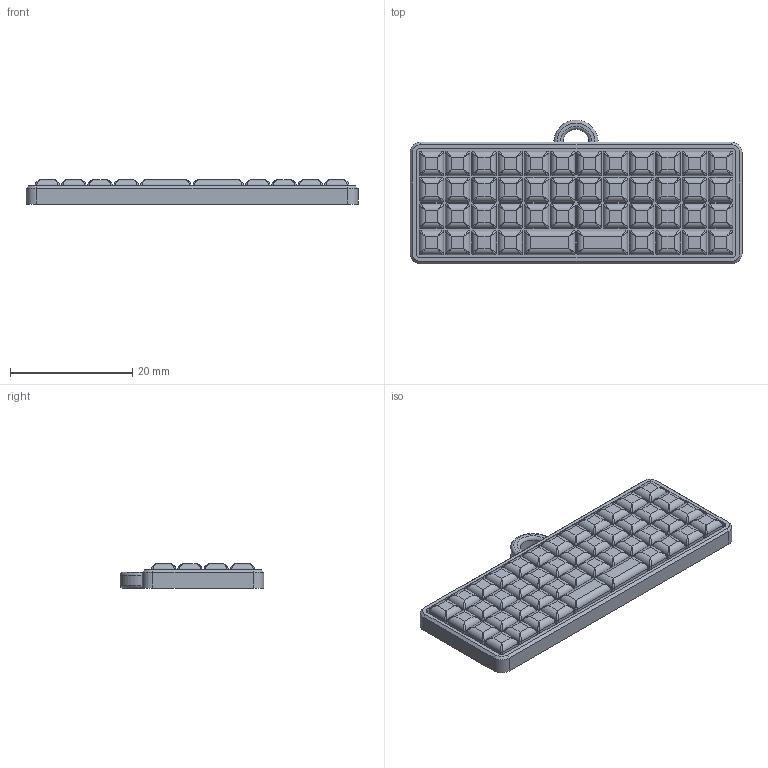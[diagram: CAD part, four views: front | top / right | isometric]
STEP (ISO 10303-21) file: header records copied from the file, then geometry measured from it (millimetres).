
FILE_DESCRIPTION(/* description */ ('STEP AP242','CAx-IF Rec.Pracs.---Representation and Presentation of Product Manufacturing Information (PMI)---4.0---2014-10-13','CAx-IF Rec.Pracs.---3D Tessellated Geometry---0.4---2014-09-14','2;1'),/* implementation_level */ '2;1');
FILE_NAME(/* name */ '68bf2a9f545975da6665e76f',/* time_stamp */ '2025-09-08T19:12:32Z',/* author */ (''),/* organization */ (''),/* preprocessor_version */ 'ST-DEVELOPER v20',/* originating_system */ 'ONSHAPE BY PTC INC, 1.203',/* authorisation */ ' ');
FILE_SCHEMA (('AP242_MANAGED_MODEL_BASED_3D_ENGINEERING_MIM_LF { 1 0 10303 442 1 1 4 }'));
Length unit declared in the file: metre
Products named in the file (56): orthogood; Part 45; Part 29; Part 44; Part 28; Part 43; Part 27; Part 42; Part 26; Part 41; Part 25; Part 40; Part 24; Part 39; Part 23; Part 22; Part 21; Part 31; Part 38; Part 20; Part 46; Part 30; Part 37; Part 16; Part 19; Part 32; Part 36; Part 14; Part 18; Part 35; Part 15; Part 17; Part 34; Part 33; Part 1; Part 2; Part 3; Part 4; Part 5; Part 6 ...
Bounding box: 54.3 x 23.52 x 4 mm (x, y, z)
Volume: 3712.9 mm3; surface area: 6155.9 mm2
Topology: 56 solids, 56 shells, 1233 faces, 2938 edges, 1648 vertices
Faces by surface type: plane 417, bspline 408, cylinder 400, torus 4, cone 4
Entity records: 38232 total; most frequent: CARTESIAN_POINT 11283, ORIENTED_EDGE 5508, DIRECTION 4884, EDGE_CURVE 2754, AXIS2_PLACEMENT_3D 1697, VERTEX_POINT 1648, LINE 1490, VECTOR 1490
